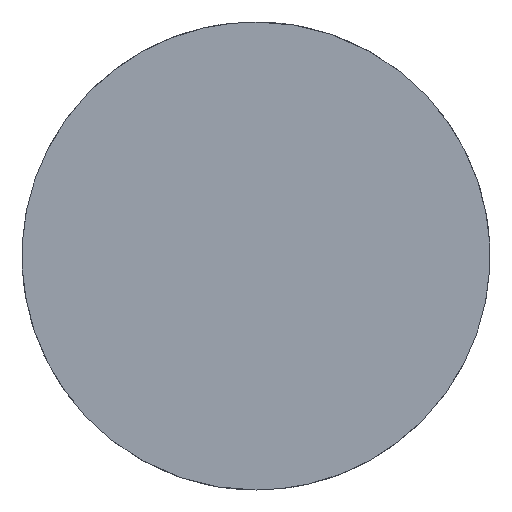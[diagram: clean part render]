
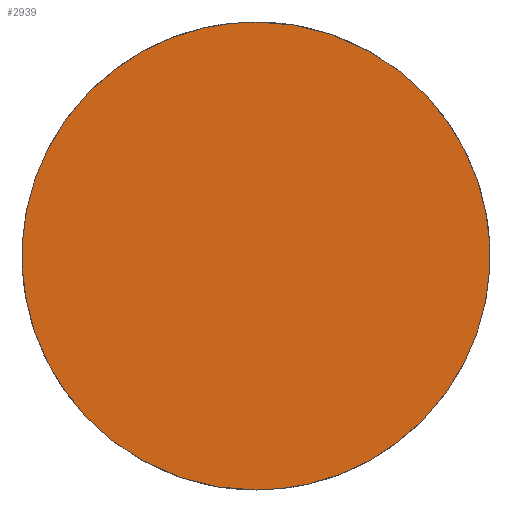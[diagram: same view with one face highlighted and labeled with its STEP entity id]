
A CAD part, left-side view. The second image highlights one B-rep face of the part: STEP entity #2939.
In plain terms, the highlighted free-form (B-spline) face has degree [1, 1] with [2, 2] control points.
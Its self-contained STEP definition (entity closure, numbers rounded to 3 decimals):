
#612 = VERTEX_POINT('',#613);
#613 = CARTESIAN_POINT('',(-7.464,-2.577,
    126.828));
#618 = EDGE_CURVE('',#612,#619,#621,.T.);
#619 = VERTEX_POINT('',#620);
#620 = CARTESIAN_POINT('',(-7.464,-2.577,
    370.964));
#621 = ( BOUNDED_CURVE() B_SPLINE_CURVE(2,(#622,#623,#624,#625,#626),
.UNSPECIFIED.,.F.,.F.) B_SPLINE_CURVE_WITH_KNOTS((3,2,3),(0.,
1.571,3.142),.PIECEWISE_BEZIER_KNOTS.) CURVE() 
GEOMETRIC_REPRESENTATION_ITEM() RATIONAL_B_SPLINE_CURVE((1.,
0.707,1.,0.707,1.)) REPRESENTATION_ITEM('') );
#622 = CARTESIAN_POINT('',(-7.464,-2.577,
    126.828));
#623 = CARTESIAN_POINT('',(-7.464,119.491,
    126.828));
#624 = CARTESIAN_POINT('',(-7.464,119.491,
    248.896));
#625 = CARTESIAN_POINT('',(-7.464,119.491,
    370.964));
#626 = CARTESIAN_POINT('',(-7.464,-2.577,
    370.964));
#2631 = EDGE_CURVE('',#619,#612,#2632,.T.);
#2632 = ( BOUNDED_CURVE() B_SPLINE_CURVE(2,(#2633,#2634,#2635,#2636,
#2637),.UNSPECIFIED.,.F.,.F.) B_SPLINE_CURVE_WITH_KNOTS((3,2,3),(
    3.142,4.712,6.283),
.PIECEWISE_BEZIER_KNOTS.) CURVE() GEOMETRIC_REPRESENTATION_ITEM() 
RATIONAL_B_SPLINE_CURVE((1.,0.707,1.,0.707,1.)) 
REPRESENTATION_ITEM('') );
#2633 = CARTESIAN_POINT('',(-7.464,-2.577,
    370.964));
#2634 = CARTESIAN_POINT('',(-7.464,-124.645,
    370.964));
#2635 = CARTESIAN_POINT('',(-7.464,-124.645,
    248.896));
#2636 = CARTESIAN_POINT('',(-7.464,-124.645,
    126.828));
#2637 = CARTESIAN_POINT('',(-7.464,-2.577,
    126.828));
#2939 = ADVANCED_FACE('',(#2940),#2944,.F.);
#2940 = FACE_BOUND('',#2941,.T.);
#2941 = EDGE_LOOP('',(#2942,#2943));
#2942 = ORIENTED_EDGE('',*,*,#2631,.F.);
#2943 = ORIENTED_EDGE('',*,*,#618,.F.);
#2944 = B_SPLINE_SURFACE_WITH_KNOTS('',1,1,(
    (#2945,#2946)
    ,(#2947,#2948
    )),.UNSPECIFIED.,.F.,.F.,.F.,(2,2),(2,2),(-87.5,87.5),(-87.5,87.5),
  .PIECEWISE_BEZIER_KNOTS.);
#2945 = CARTESIAN_POINT('',(-7.464,-124.645,
    370.964));
#2946 = CARTESIAN_POINT('',(-7.464,119.491,
    370.964));
#2947 = CARTESIAN_POINT('',(-7.464,-124.645,
    126.828));
#2948 = CARTESIAN_POINT('',(-7.464,119.491,
    126.828));
